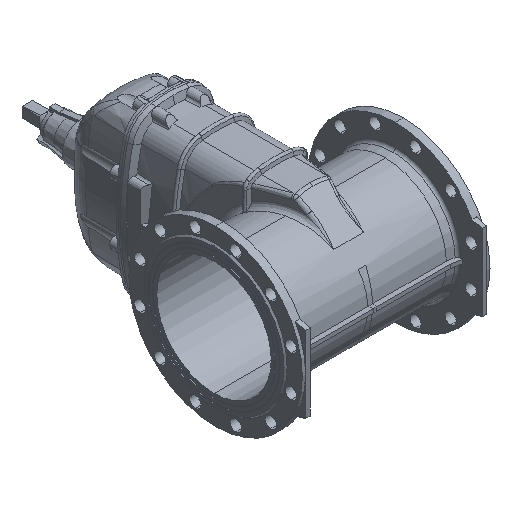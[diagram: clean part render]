
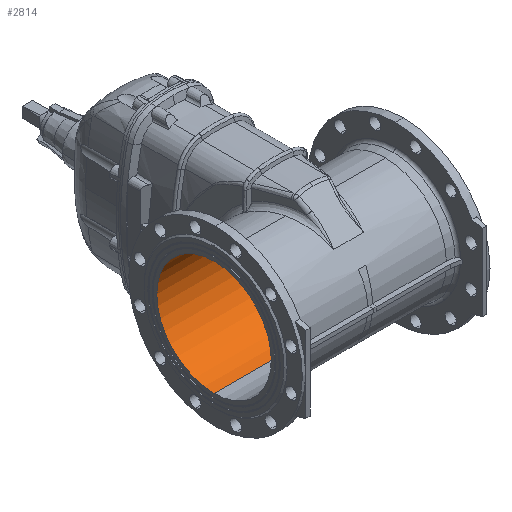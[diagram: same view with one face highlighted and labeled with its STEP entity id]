
A CAD part, isometric view. The second image highlights one B-rep face of the part: STEP entity #2814.
In plain terms, the highlighted cylindrical face has radius 150 mm (diameter 300 mm), a partial arc.
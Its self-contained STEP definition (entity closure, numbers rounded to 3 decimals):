
#1822 = CARTESIAN_POINT ( 'NONE',  ( 250., 0., 150. ) ) ;
#1826 = CARTESIAN_POINT ( 'NONE',  ( 250., 0., -150. ) ) ;
#2814 = ADVANCED_FACE ( 'NONE', ( #7382 ), #7373, .F. ) ;
#3425 = EDGE_LOOP ( 'NONE', ( #20012, #18886, #20131, #20338 ) ) ;
#5176 = DIRECTION ( 'NONE',  ( 0., 0., 1. ) ) ;
#5304 = DIRECTION ( 'NONE',  ( -1., 0., 0. ) ) ;
#5306 = CARTESIAN_POINT ( 'NONE',  ( 250., 0., 0. ) ) ;
#7373 = CYLINDRICAL_SURFACE ( 'NONE', #20972, 150. ) ;
#7382 = FACE_OUTER_BOUND ( 'NONE', #3425, .T. ) ;
#7782 = CARTESIAN_POINT ( 'NONE',  ( -250., 0., -150. ) ) ;
#7799 = CARTESIAN_POINT ( 'NONE',  ( -250., 0., 150. ) ) ;
#8609 = LINE ( 'NONE', #14400, #8723 ) ;
#8711 = VECTOR ( 'NONE', #14434, 1000. ) ;
#8723 = VECTOR ( 'NONE', #14395, 1000. ) ;
#8825 = CIRCLE ( 'NONE', #14897, 150. ) ;
#8855 = LINE ( 'NONE', #14433, #8711 ) ;
#9387 = CIRCLE ( 'NONE', #14869, 150. ) ;
#13188 = CARTESIAN_POINT ( 'NONE',  ( 250., 0., 0. ) ) ;
#13189 = DIRECTION ( 'NONE',  ( 1., 0., 0. ) ) ;
#13190 = DIRECTION ( 'NONE',  ( 0., 0., 1. ) ) ;
#13316 = CARTESIAN_POINT ( 'NONE',  ( -250., 0., 0. ) ) ;
#13317 = DIRECTION ( 'NONE',  ( 1., 0., 0. ) ) ;
#13318 = DIRECTION ( 'NONE',  ( 0., 0., 1. ) ) ;
#14395 = DIRECTION ( 'NONE',  ( -1., 0., 0. ) ) ;
#14400 = CARTESIAN_POINT ( 'NONE',  ( 250., 0., -150. ) ) ;
#14433 = CARTESIAN_POINT ( 'NONE',  ( 250., 0., 150. ) ) ;
#14434 = DIRECTION ( 'NONE',  ( -1., 0., 0. ) ) ;
#14869 = AXIS2_PLACEMENT_3D ( 'NONE', #13188, #13189, #13190 ) ;
#14897 = AXIS2_PLACEMENT_3D ( 'NONE', #13316, #13317, #13318 ) ;
#18384 = VERTEX_POINT ( 'NONE', #1826 ) ;
#18456 = VERTEX_POINT ( 'NONE', #1822 ) ;
#18886 = ORIENTED_EDGE ( 'NONE', *, *, #19556, .T. ) ;
#19556 = EDGE_CURVE ( 'NONE', #18384, #18456, #9387, .T. ) ;
#19651 = EDGE_CURVE ( 'NONE', #21934, #21943, #8825, .T. ) ;
#20012 = ORIENTED_EDGE ( 'NONE', *, *, #21330, .F. ) ;
#20131 = ORIENTED_EDGE ( 'NONE', *, *, #21345, .T. ) ;
#20338 = ORIENTED_EDGE ( 'NONE', *, *, #19651, .F. ) ;
#20972 = AXIS2_PLACEMENT_3D ( 'NONE', #5306, #5304, #5176 ) ;
#21330 = EDGE_CURVE ( 'NONE', #18384, #21934, #8609, .T. ) ;
#21345 = EDGE_CURVE ( 'NONE', #18456, #21943, #8855, .T. ) ;
#21934 = VERTEX_POINT ( 'NONE', #7782 ) ;
#21943 = VERTEX_POINT ( 'NONE', #7799 ) ;
